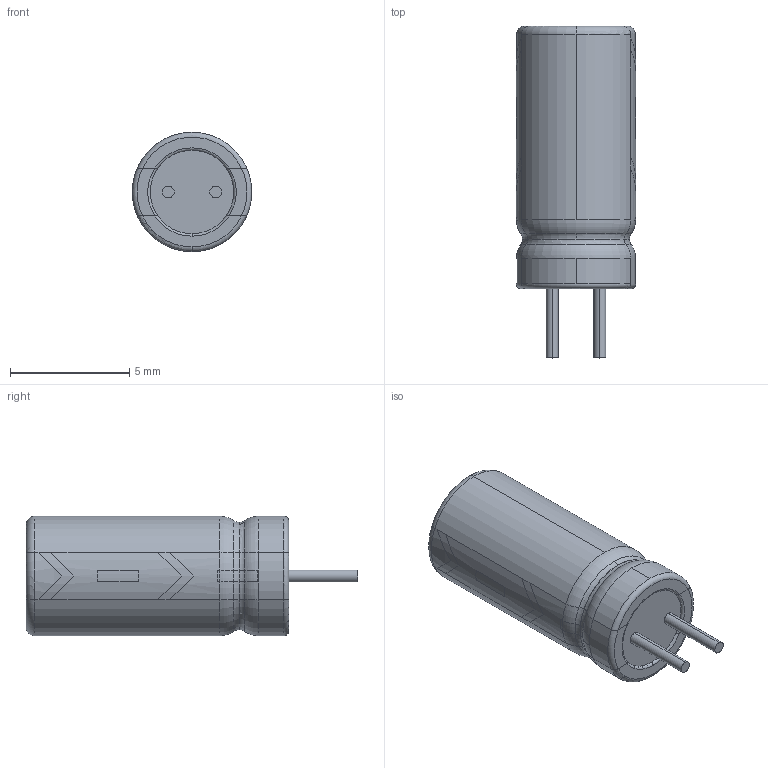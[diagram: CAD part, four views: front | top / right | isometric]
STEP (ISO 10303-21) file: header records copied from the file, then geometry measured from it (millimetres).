
FILE_DESCRIPTION (( 'STEP AP214' ), '1' );
FILE_NAME ('El_2_5_11.STEP', '2023-07-15T06:04:22', ( 'Yurii' ), ( '' ), 'SwSTEP 2.0', 'SolidWorks 2019', '' );
FILE_SCHEMA (( 'AUTOMOTIVE_DESIGN' ));
Length unit declared in the file: millimetre
Products named in the file (1): El_2_5_11
Bounding box: 5 x 13.9 x 5 mm (x, y, z)
Volume: 211.6 mm3; surface area: 219.9 mm2
Topology: 1 solids, 1 shells, 94 faces, 232 edges, 144 vertices
Faces by surface type: torus 54, cylinder 28, plane 12
Entity records: 4055 total; most frequent: CARTESIAN_POINT 813, DIRECTION 478, ORIENTED_EDGE 464, EDGE_CURVE 232, AXIS2_PLACEMENT_3D 215, VERTEX_POINT 144, CIRCLE 120, EDGE_LOOP 98
